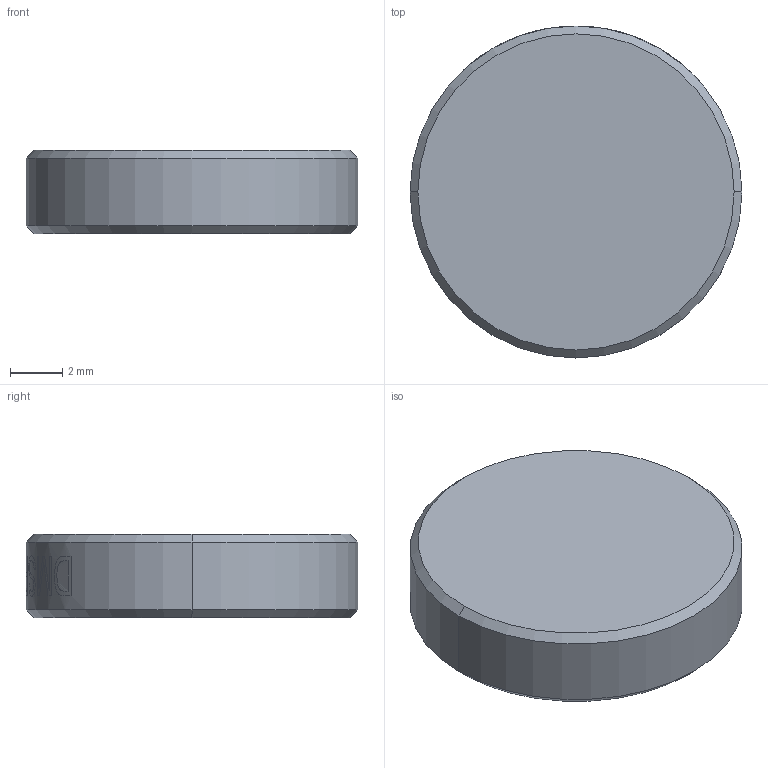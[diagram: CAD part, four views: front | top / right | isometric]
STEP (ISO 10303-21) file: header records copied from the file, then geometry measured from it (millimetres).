
FILE_DESCRIPTION (( 'STEP AP203' ), '1' );
FILE_NAME ('24968-E0W.STEP', '2012-10-04T13:39:40', ( 'Admin' ), ( '' ), 'SwSTEP 2.0', 'SolidWorks 2011', '' );
FILE_SCHEMA (( 'CONFIG_CONTROL_DESIGN' ));
Length unit declared in the file: millimetre
Products named in the file (1): 24968-E0W
Bounding box: 12.7 x 12.7 x 3.2 mm (x, y, z)
Surface area: 366.8 mm2 (no closed solid volume)
Topology: 0 solids, 1 shells, 23 faces, 120 edges, 114 vertices
Faces by surface type: cylinder 17, cone 4, plane 2
Entity records: 2554 total; most frequent: CARTESIAN_POINT 1544, ORIENTED_EDGE 240, DIRECTION 134, EDGE_CURVE 120, VERTEX_POINT 114, B_SPLINE_CURVE_WITH_KNOTS 65, AXIS2_PLACEMENT_3D 55, EDGE_LOOP 38
